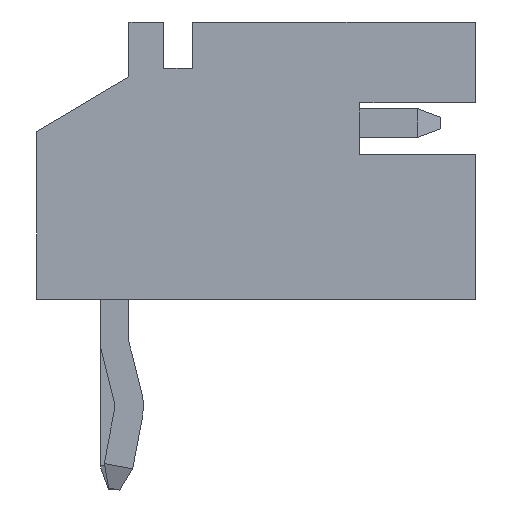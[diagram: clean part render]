
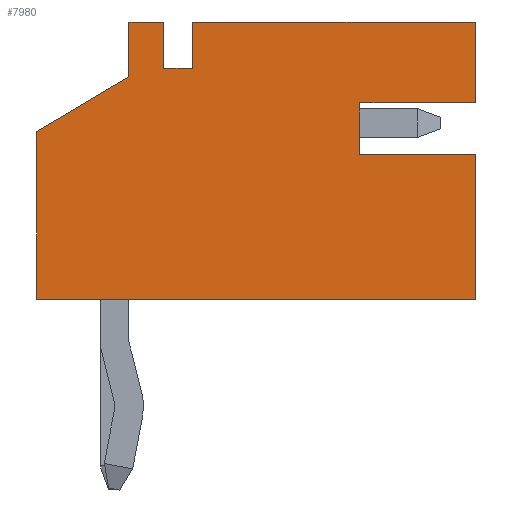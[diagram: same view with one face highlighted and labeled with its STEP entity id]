
A CAD part, left-side view. The second image highlights one B-rep face of the part: STEP entity #7980.
In plain terms, the highlighted face is planar.
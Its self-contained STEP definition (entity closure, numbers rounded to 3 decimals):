
#1499=ORIENTED_EDGE('',*,*,#2385,.F.);
#1500=ORIENTED_EDGE('',*,*,#2383,.F.);
#1501=ORIENTED_EDGE('',*,*,#2230,.F.);
#1502=ORIENTED_EDGE('',*,*,#2213,.F.);
#1503=ORIENTED_EDGE('',*,*,#2376,.T.);
#1504=ORIENTED_EDGE('',*,*,#2379,.T.);
#1505=ORIENTED_EDGE('',*,*,#2381,.T.);
#1506=ORIENTED_EDGE('',*,*,#2169,.F.);
#1507=ORIENTED_EDGE('',*,*,#2492,.F.);
#1508=ORIENTED_EDGE('',*,*,#2391,.F.);
#1509=ORIENTED_EDGE('',*,*,#2388,.F.);
#1510=ORIENTED_EDGE('',*,*,#2282,.F.);
#1511=ORIENTED_EDGE('',*,*,#2274,.F.);
#1512=ORIENTED_EDGE('',*,*,#2387,.F.);
#2169=EDGE_CURVE('',#2869,#2870,#3421,.T.);
#2213=EDGE_CURVE('',#2897,#2898,#3465,.T.);
#2230=EDGE_CURVE('',#2898,#2914,#3482,.T.);
#2274=EDGE_CURVE('',#2946,#2947,#3526,.T.);
#2282=EDGE_CURVE('',#2947,#2953,#3534,.T.);
#2376=EDGE_CURVE('',#2897,#3023,#3622,.T.);
#2379=EDGE_CURVE('',#3023,#3025,#3625,.T.);
#2381=EDGE_CURVE('',#3025,#2870,#3627,.T.);
#2383=EDGE_CURVE('',#2914,#3026,#3629,.T.);
#2385=EDGE_CURVE('',#3026,#3027,#3631,.T.);
#2387=EDGE_CURVE('',#3027,#2946,#3633,.T.);
#2388=EDGE_CURVE('',#2953,#3028,#3634,.T.);
#2391=EDGE_CURVE('',#3028,#3030,#3637,.T.);
#2492=EDGE_CURVE('',#3030,#2869,#3732,.T.);
#2869=VERTEX_POINT('',#10788);
#2870=VERTEX_POINT('',#10790);
#2897=VERTEX_POINT('',#10872);
#2898=VERTEX_POINT('',#10874);
#2914=VERTEX_POINT('',#10909);
#2946=VERTEX_POINT('',#10998);
#2947=VERTEX_POINT('',#11000);
#2953=VERTEX_POINT('',#11015);
#3023=VERTEX_POINT('',#11190);
#3025=VERTEX_POINT('',#11196);
#3026=VERTEX_POINT('',#11204);
#3027=VERTEX_POINT('',#11208);
#3028=VERTEX_POINT('',#11214);
#3030=VERTEX_POINT('',#11220);
#3421=LINE('',#10789,#4145);
#3465=LINE('',#10873,#4189);
#3482=LINE('',#10908,#4206);
#3526=LINE('',#10999,#4250);
#3534=LINE('',#11014,#4258);
#3622=LINE('',#11191,#4346);
#3625=LINE('',#11197,#4349);
#3627=LINE('',#11200,#4351);
#3629=LINE('',#11203,#4353);
#3631=LINE('',#11207,#4355);
#3633=LINE('',#11211,#4357);
#3634=LINE('',#11213,#4358);
#3637=LINE('',#11219,#4361);
#3732=LINE('',#11427,#4456);
#4145=VECTOR('',#9188,1000.);
#4189=VECTOR('',#9256,1000.);
#4206=VECTOR('',#9277,1000.);
#4250=VECTOR('',#9349,1000.);
#4258=VECTOR('',#9359,1000.);
#4346=VECTOR('',#9483,1000.);
#4349=VECTOR('',#9488,1000.);
#4351=VECTOR('',#9492,1000.);
#4353=VECTOR('',#9496,1000.);
#4355=VECTOR('',#9500,1000.);
#4357=VECTOR('',#9504,1000.);
#4358=VECTOR('',#9507,1000.);
#4361=VECTOR('',#9512,1000.);
#4456=VECTOR('',#9763,1000.);
#4835=EDGE_LOOP('',(#1499,#1500,#1501,#1502,#1503,#1504,#1505,#1506,#1507,
#1508,#1509,#1510,#1511,#1512));
#5167=FACE_BOUND('',#4835,.T.);
#5450=PLANE('',#8397);
#7980=ADVANCED_FACE('',(#5167),#5450,.F.);
#8397=AXIS2_PLACEMENT_3D('',#11429,#9766,#9767);
#9188=DIRECTION('',(0.,0.,1.));
#9256=DIRECTION('',(0.,0.,1.));
#9277=DIRECTION('',(0.,1.,0.));
#9349=DIRECTION('',(0.,1.,0.));
#9359=DIRECTION('',(0.,0.,-1.));
#9483=DIRECTION('',(0.,1.,0.));
#9488=DIRECTION('',(0.,0.,-1.));
#9492=DIRECTION('',(0.,-1.,0.));
#9496=DIRECTION('',(0.,0.,-1.));
#9500=DIRECTION('',(0.,1.,0.));
#9504=DIRECTION('',(0.,0.,1.));
#9507=DIRECTION('',(0.,-1.,0.));
#9512=DIRECTION('',(0.,-0.511,0.86));
#9763=DIRECTION('',(0.,-1.,0.));
#9766=DIRECTION('',(-1.,0.,0.));
#9767=DIRECTION('',(0.,0.,1.));
#10788=CARTESIAN_POINT('',(8.,-2.4,-3.));
#10789=CARTESIAN_POINT('',(8.,-2.4,-3.));
#10790=CARTESIAN_POINT('',(8.,-2.4,-2.4));
#10872=CARTESIAN_POINT('',(8.,-2.4,-1.9));
#10873=CARTESIAN_POINT('',(8.,-2.4,-3.));
#10874=CARTESIAN_POINT('',(8.,-2.4,3.));
#10908=CARTESIAN_POINT('',(8.,-2.4,3.));
#10909=CARTESIAN_POINT('',(8.,-1.,3.));
#10998=CARTESIAN_POINT('',(8.,-0.1,3.));
#10999=CARTESIAN_POINT('',(8.,-2.4,3.));
#11000=CARTESIAN_POINT('',(8.,2.4,3.));
#11014=CARTESIAN_POINT('',(8.,2.4,3.));
#11015=CARTESIAN_POINT('',(8.,2.4,-4.6));
#11190=CARTESIAN_POINT('',(8.,-1.6,-1.9));
#11191=CARTESIAN_POINT('',(8.,-2.4,-1.9));
#11196=CARTESIAN_POINT('',(8.,-1.6,-2.4));
#11197=CARTESIAN_POINT('',(8.,-1.6,-1.9));
#11200=CARTESIAN_POINT('',(8.,-1.6,-2.4));
#11203=CARTESIAN_POINT('',(8.,-1.,3.));
#11204=CARTESIAN_POINT('',(8.,-1.,1.));
#11207=CARTESIAN_POINT('',(8.,-1.,1.));
#11208=CARTESIAN_POINT('',(8.,-0.1,1.));
#11211=CARTESIAN_POINT('',(8.,-0.1,1.));
#11213=CARTESIAN_POINT('',(8.,2.4,-4.6));
#11214=CARTESIAN_POINT('',(8.,-0.5,-4.6));
#11219=CARTESIAN_POINT('',(8.,-0.5,-4.6));
#11220=CARTESIAN_POINT('',(8.,-1.45,-3.));
#11427=CARTESIAN_POINT('',(8.,2.4,-3.));
#11429=CARTESIAN_POINT('',(8.,0.,0.));
